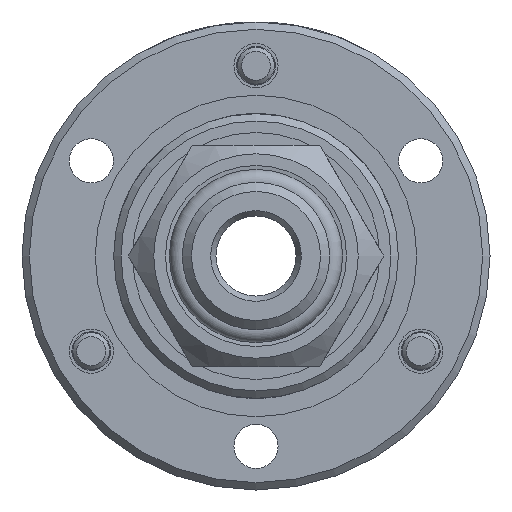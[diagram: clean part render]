
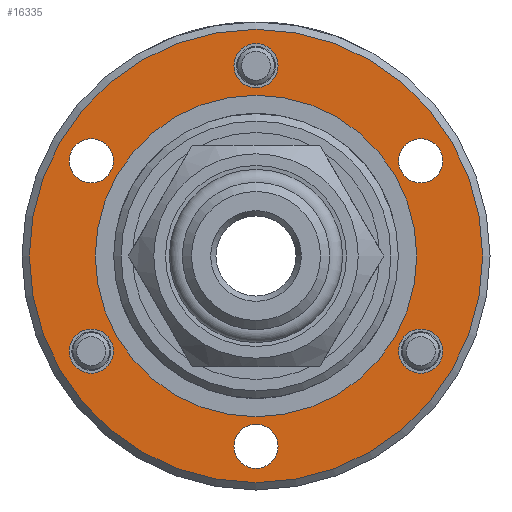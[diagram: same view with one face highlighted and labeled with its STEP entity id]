
A CAD part, left-side view. The second image highlights one B-rep face of the part: STEP entity #16335.
In plain terms, the highlighted planar face has unit normal (-1, 0, 0).
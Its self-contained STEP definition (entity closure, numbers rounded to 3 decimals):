
#15836=CARTESIAN_POINT('',(47.,-19.962,-11.525));
#15837=VERTEX_POINT('',#15836);
#15838=CARTESIAN_POINT('',(47.,-17.883,-10.325));
#15839=DIRECTION('',(1.0,0.,0.));
#15840=DIRECTION('',(0.,0.866,0.5));
#15841=AXIS2_PLACEMENT_3D('',#15838,#15839,#15840);
#15842=CIRCLE('',#15841,2.4);
#15843=EDGE_CURVE('',#15837,#15837,#15842,.T.);
#15864=CARTESIAN_POINT('',(47.,-19.962,11.525));
#15865=VERTEX_POINT('',#15864);
#15866=CARTESIAN_POINT('',(47.,-17.883,10.325));
#15867=DIRECTION('',(1.,0.,0.));
#15868=DIRECTION('',(0.,0.866,-0.5));
#15869=AXIS2_PLACEMENT_3D('',#15866,#15867,#15868);
#15870=CIRCLE('',#15869,2.4);
#15871=EDGE_CURVE('',#15865,#15865,#15870,.T.);
#15884=CARTESIAN_POINT('',(47.,0.,23.05));
#15885=VERTEX_POINT('',#15884);
#15886=CARTESIAN_POINT('',(47.,0.,20.65));
#15887=DIRECTION('',(1.0,0.0,0.0));
#15888=DIRECTION('',(0.0,0.0,-1.0));
#15889=AXIS2_PLACEMENT_3D('',#15886,#15887,#15888);
#15890=CIRCLE('',#15889,2.4);
#15891=EDGE_CURVE('',#15885,#15885,#15890,.T.);
#15912=CARTESIAN_POINT('',(47.,19.962,11.525));
#15913=VERTEX_POINT('',#15912);
#15914=CARTESIAN_POINT('',(47.,17.883,10.325));
#15915=DIRECTION('',(1.0,0.,0.));
#15916=DIRECTION('',(0.,-0.866,-0.5));
#15917=AXIS2_PLACEMENT_3D('',#15914,#15915,#15916);
#15918=CIRCLE('',#15917,2.4);
#15919=EDGE_CURVE('',#15913,#15913,#15918,.T.);
#15932=CARTESIAN_POINT('',(47.,19.962,-11.525));
#15933=VERTEX_POINT('',#15932);
#15934=CARTESIAN_POINT('',(47.,17.883,-10.325));
#15935=DIRECTION('',(1.,0.,0.));
#15936=DIRECTION('',(0.,-0.866,0.5));
#15937=AXIS2_PLACEMENT_3D('',#15934,#15935,#15936);
#15938=CIRCLE('',#15937,2.4);
#15939=EDGE_CURVE('',#15933,#15933,#15938,.T.);
#15960=CARTESIAN_POINT('',(47.,0.,-23.05));
#15961=VERTEX_POINT('',#15960);
#15962=CARTESIAN_POINT('',(47.,0.,-20.65));
#15963=DIRECTION('',(1.0,0.0,0.0));
#15964=DIRECTION('',(0.0,0.0,1.0));
#15965=AXIS2_PLACEMENT_3D('',#15962,#15963,#15964);
#15966=CIRCLE('',#15965,2.4);
#15967=EDGE_CURVE('',#15961,#15961,#15966,.T.);
#16271=CARTESIAN_POINT('',(47.,-24.6,0.));
#16272=VERTEX_POINT('',#16271);
#16273=CARTESIAN_POINT('',(47.,0.,0.));
#16274=DIRECTION('',(1.0,0.0,0.0));
#16275=DIRECTION('',(0.0,1.0,0.0));
#16276=AXIS2_PLACEMENT_3D('',#16273,#16274,#16275);
#16277=CIRCLE('',#16276,24.6);
#16278=EDGE_CURVE('',#16272,#16272,#16277,.T.);
#16298=CARTESIAN_POINT('',(47.,-21.425,0.));
#16299=DIRECTION('',(-1.0,0.0,0.0));
#16300=DIRECTION('',(0.0,0.0,-1.0));
#16301=AXIS2_PLACEMENT_3D('',#16298,#16299,#16300);
#16302=PLANE('',#16301);
#16303=ORIENTED_EDGE('',*,*,#16278,.F.);
#16304=EDGE_LOOP('',(#16303));
#16305=FACE_OUTER_BOUND('',#16304,.T.);
#16306=ORIENTED_EDGE('',*,*,#15843,.T.);
#16307=EDGE_LOOP('',(#16306));
#16308=FACE_BOUND('',#16307,.T.);
#16309=ORIENTED_EDGE('',*,*,#15871,.T.);
#16310=EDGE_LOOP('',(#16309));
#16311=FACE_BOUND('',#16310,.T.);
#16312=ORIENTED_EDGE('',*,*,#15891,.T.);
#16313=EDGE_LOOP('',(#16312));
#16314=FACE_BOUND('',#16313,.T.);
#16315=ORIENTED_EDGE('',*,*,#15919,.T.);
#16316=EDGE_LOOP('',(#16315));
#16317=FACE_BOUND('',#16316,.T.);
#16318=ORIENTED_EDGE('',*,*,#15939,.T.);
#16319=EDGE_LOOP('',(#16318));
#16320=FACE_BOUND('',#16319,.T.);
#16321=ORIENTED_EDGE('',*,*,#15967,.T.);
#16322=EDGE_LOOP('',(#16321));
#16323=FACE_BOUND('',#16322,.T.);
#16324=CARTESIAN_POINT('',(47.,-17.45,0.));
#16325=VERTEX_POINT('',#16324);
#16326=CARTESIAN_POINT('',(47.,0.,0.));
#16327=DIRECTION('',(1.0,0.0,0.0));
#16328=DIRECTION('',(0.0,-1.0,0.0));
#16329=AXIS2_PLACEMENT_3D('',#16326,#16327,#16328);
#16330=CIRCLE('',#16329,17.45);
#16331=EDGE_CURVE('',#16325,#16325,#16330,.T.);
#16332=ORIENTED_EDGE('',*,*,#16331,.T.);
#16333=EDGE_LOOP('',(#16332));
#16334=FACE_BOUND('',#16333,.T.);
#16335=ADVANCED_FACE('',(#16305,#16308,#16311,#16314,#16317,#16320,#16323,#16334),#16302,.T.);
